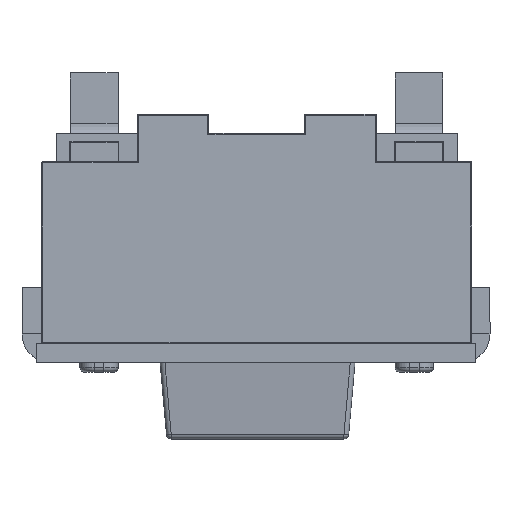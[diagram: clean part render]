
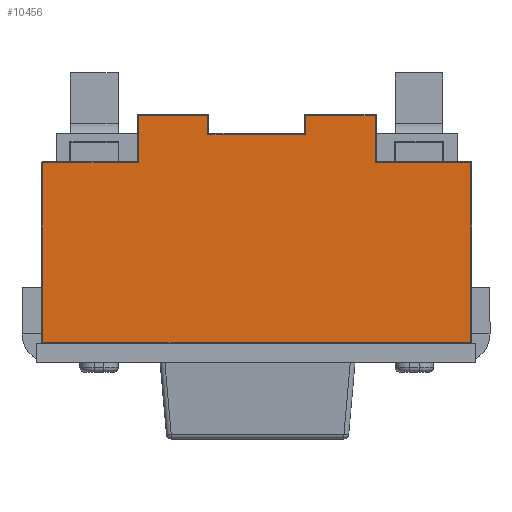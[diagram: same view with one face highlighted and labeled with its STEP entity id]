
A CAD part, top view. The second image highlights one B-rep face of the part: STEP entity #10456.
In plain terms, the highlighted planar face has unit normal (0, 0, 1).
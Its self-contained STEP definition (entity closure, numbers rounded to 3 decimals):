
#237 = EDGE_CURVE ( 'NONE', #3734, #11175, #11540, .T. ) ;
#340 = ORIENTED_EDGE ( 'NONE', *, *, #12317, .T. ) ;
#358 = DIRECTION ( 'NONE',  ( 0., 0., 1. ) ) ;
#366 = LINE ( 'NONE', #12455, #2006 ) ;
#414 = CARTESIAN_POINT ( 'NONE',  ( -1.24, 0.7, 0.6 ) ) ;
#429 = EDGE_CURVE ( 'NONE', #11175, #4076, #5866, .T. ) ;
#563 = CARTESIAN_POINT ( 'NONE',  ( 1.24, 0.69, 0.6 ) ) ;
#607 = EDGE_CURVE ( 'NONE', #6858, #3049, #9744, .T. ) ;
#858 = VECTOR ( 'NONE', #2107, 1000. ) ;
#868 = VECTOR ( 'NONE', #11721, 1000. ) ;
#1007 = EDGE_CURVE ( 'NONE', #3921, #6858, #4074, .T. ) ;
#1060 = CARTESIAN_POINT ( 'NONE',  ( 1.25, 0.69, 0.6 ) ) ;
#1354 = EDGE_CURVE ( 'NONE', #3049, #8786, #9070, .T. ) ;
#1651 = FACE_OUTER_BOUND ( 'NONE', #2665, .T. ) ;
#1915 = EDGE_CURVE ( 'NONE', #3472, #6121, #5170, .T. ) ;
#1920 = LINE ( 'NONE', #414, #12276 ) ;
#2006 = VECTOR ( 'NONE', #11458, 1000. ) ;
#2107 = DIRECTION ( 'NONE',  ( -1., 0., 0. ) ) ;
#2373 = ORIENTED_EDGE ( 'NONE', *, *, #8370, .T. ) ;
#2589 = VERTEX_POINT ( 'NONE', #12869 ) ;
#2665 = EDGE_LOOP ( 'NONE', ( #2373, #8785, #340, #7149, #8011, #11798, #2929, #11151, #12957, #7847, #4595, #5004 ) ) ;
#2929 = ORIENTED_EDGE ( 'NONE', *, *, #7115, .T. ) ;
#3049 = VERTEX_POINT ( 'NONE', #8195 ) ;
#3291 = DIRECTION ( 'NONE',  ( -1., 0., 0. ) ) ;
#3472 = VERTEX_POINT ( 'NONE', #5187 ) ;
#3533 = PLANE ( 'NONE',  #12834 ) ;
#3734 = VERTEX_POINT ( 'NONE', #12393 ) ;
#3855 = CARTESIAN_POINT ( 'NONE',  ( -0.51, 1.19, 0.6 ) ) ;
#3921 = VERTEX_POINT ( 'NONE', #7381 ) ;
#3939 = VECTOR ( 'NONE', #12713, 1000. ) ;
#3941 = CARTESIAN_POINT ( 'NONE',  ( 0.51, 0.99, 0.6 ) ) ;
#4074 = LINE ( 'NONE', #5450, #13298 ) ;
#4076 = VERTEX_POINT ( 'NONE', #5728 ) ;
#4499 = CARTESIAN_POINT ( 'NONE',  ( -0.51, 1.2, 0.6 ) ) ;
#4589 = CARTESIAN_POINT ( 'NONE',  ( 0., 0., 0.6 ) ) ;
#4595 = ORIENTED_EDGE ( 'NONE', *, *, #1915, .T. ) ;
#5004 = ORIENTED_EDGE ( 'NONE', *, *, #8254, .T. ) ;
#5170 = LINE ( 'NONE', #12000, #11318 ) ;
#5187 = CARTESIAN_POINT ( 'NONE',  ( 0.51, 1.19, 0.6 ) ) ;
#5450 = CARTESIAN_POINT ( 'NONE',  ( 0., 0.69, 0.6 ) ) ;
#5627 = EDGE_CURVE ( 'NONE', #5940, #12034, #12266, .T. ) ;
#5728 = CARTESIAN_POINT ( 'NONE',  ( 1.24, 1.19, 0.6 ) ) ;
#5866 = LINE ( 'NONE', #7483, #3939 ) ;
#5940 = VERTEX_POINT ( 'NONE', #3855 ) ;
#6121 = VERTEX_POINT ( 'NONE', #3941 ) ;
#6413 = CARTESIAN_POINT ( 'NONE',  ( 2.25, -1.19, 0.6 ) ) ;
#6698 = DIRECTION ( 'NONE',  ( 0., -1., 0. ) ) ;
#6858 = VERTEX_POINT ( 'NONE', #13185 ) ;
#7025 = LINE ( 'NONE', #10817, #9953 ) ;
#7041 = CARTESIAN_POINT ( 'NONE',  ( 0., 1.19, 0.6 ) ) ;
#7115 = EDGE_CURVE ( 'NONE', #8786, #3734, #7025, .T. ) ;
#7149 = ORIENTED_EDGE ( 'NONE', *, *, #1007, .T. ) ;
#7381 = CARTESIAN_POINT ( 'NONE',  ( -1.24, 0.69, 0.6 ) ) ;
#7432 = DIRECTION ( 'NONE',  ( 1., 0., 0. ) ) ;
#7483 = CARTESIAN_POINT ( 'NONE',  ( 1.24, 1.2, 0.6 ) ) ;
#7705 = DIRECTION ( 'NONE',  ( 0., -1., 0. ) ) ;
#7847 = ORIENTED_EDGE ( 'NONE', *, *, #10491, .T. ) ;
#8011 = ORIENTED_EDGE ( 'NONE', *, *, #607, .T. ) ;
#8195 = CARTESIAN_POINT ( 'NONE',  ( -2.24, -1.19, 0.6 ) ) ;
#8243 = CARTESIAN_POINT ( 'NONE',  ( 2.24, -1.19, 0.6 ) ) ;
#8254 = EDGE_CURVE ( 'NONE', #6121, #2589, #366, .T. ) ;
#8370 = EDGE_CURVE ( 'NONE', #2589, #5940, #13010, .T. ) ;
#8479 = DIRECTION ( 'NONE',  ( 1., 0., 0. ) ) ;
#8785 = ORIENTED_EDGE ( 'NONE', *, *, #5627, .T. ) ;
#8786 = VERTEX_POINT ( 'NONE', #8243 ) ;
#9070 = LINE ( 'NONE', #6413, #10051 ) ;
#9082 = LINE ( 'NONE', #9591, #9253 ) ;
#9183 = VECTOR ( 'NONE', #10387, 1000. ) ;
#9253 = VECTOR ( 'NONE', #11797, 1000. ) ;
#9440 = CARTESIAN_POINT ( 'NONE',  ( -2.24, -1.2, 0.6 ) ) ;
#9591 = CARTESIAN_POINT ( 'NONE',  ( 0., 1.19, 0.6 ) ) ;
#9744 = LINE ( 'NONE', #9440, #12673 ) ;
#9953 = VECTOR ( 'NONE', #9977, 1000. ) ;
#9977 = DIRECTION ( 'NONE',  ( 0., 1., 0. ) ) ;
#10051 = VECTOR ( 'NONE', #7432, 1000. ) ;
#10387 = DIRECTION ( 'NONE',  ( -1., 0., 0. ) ) ;
#10456 = ADVANCED_FACE ( 'NONE', ( #1651 ), #3533, .T. ) ;
#10468 = DIRECTION ( 'NONE',  ( 0., -1., 0. ) ) ;
#10491 = EDGE_CURVE ( 'NONE', #4076, #3472, #9082, .T. ) ;
#10817 = CARTESIAN_POINT ( 'NONE',  ( 2.24, 0., 0.6 ) ) ;
#11151 = ORIENTED_EDGE ( 'NONE', *, *, #237, .T. ) ;
#11175 = VERTEX_POINT ( 'NONE', #563 ) ;
#11318 = VECTOR ( 'NONE', #7705, 1000. ) ;
#11458 = DIRECTION ( 'NONE',  ( -1., 0., 0. ) ) ;
#11540 = LINE ( 'NONE', #1060, #858 ) ;
#11721 = DIRECTION ( 'NONE',  ( 0., 1., 0. ) ) ;
#11797 = DIRECTION ( 'NONE',  ( -1., 0., 0. ) ) ;
#11798 = ORIENTED_EDGE ( 'NONE', *, *, #1354, .T. ) ;
#12000 = CARTESIAN_POINT ( 'NONE',  ( 0.51, 1., 0.6 ) ) ;
#12034 = VERTEX_POINT ( 'NONE', #12277 ) ;
#12266 = LINE ( 'NONE', #7041, #9183 ) ;
#12276 = VECTOR ( 'NONE', #6698, 1000. ) ;
#12277 = CARTESIAN_POINT ( 'NONE',  ( -1.24, 1.19, 0.6 ) ) ;
#12317 = EDGE_CURVE ( 'NONE', #12034, #3921, #1920, .T. ) ;
#12393 = CARTESIAN_POINT ( 'NONE',  ( 2.24, 0.69, 0.6 ) ) ;
#12455 = CARTESIAN_POINT ( 'NONE',  ( 0., 0.99, 0.6 ) ) ;
#12673 = VECTOR ( 'NONE', #10468, 1000. ) ;
#12713 = DIRECTION ( 'NONE',  ( 0., 1., 0. ) ) ;
#12834 = AXIS2_PLACEMENT_3D ( 'NONE', #4589, #358, #8479 ) ;
#12869 = CARTESIAN_POINT ( 'NONE',  ( -0.51, 0.99, 0.6 ) ) ;
#12957 = ORIENTED_EDGE ( 'NONE', *, *, #429, .T. ) ;
#13010 = LINE ( 'NONE', #4499, #868 ) ;
#13185 = CARTESIAN_POINT ( 'NONE',  ( -2.24, 0.69, 0.6 ) ) ;
#13298 = VECTOR ( 'NONE', #3291, 1000. ) ;
